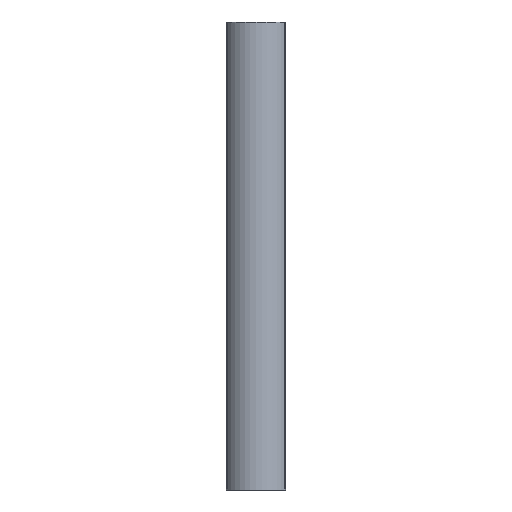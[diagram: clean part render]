
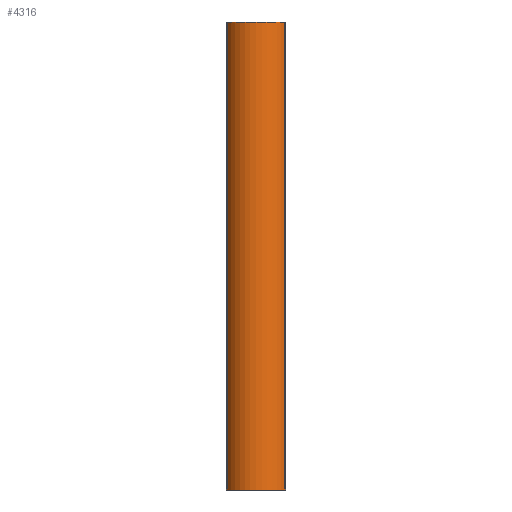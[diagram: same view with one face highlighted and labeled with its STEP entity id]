
A CAD part, front view. The second image highlights one B-rep face of the part: STEP entity #4316.
In plain terms, the highlighted cylindrical face has radius 36.75 mm (diameter 73.5 mm), a partial arc.
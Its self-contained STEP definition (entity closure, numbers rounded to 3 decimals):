
#53 = EDGE_CURVE ( 'NONE', #3795, #3771, #3293, .T. ) ;
#268 = CIRCLE ( 'NONE', #274, 36.75 ) ;
#271 = VECTOR ( 'NONE', #810, 1000. ) ;
#274 = AXIS2_PLACEMENT_3D ( 'NONE', #792, #768, #767 ) ;
#278 = CIRCLE ( 'NONE', #283, 36.75 ) ;
#283 = AXIS2_PLACEMENT_3D ( 'NONE', #1406, #1405, #1404 ) ;
#583 = VECTOR ( 'NONE', #3288, 1000. ) ;
#767 = DIRECTION ( 'NONE',  ( 1., 0., 0. ) ) ;
#768 = DIRECTION ( 'NONE',  ( 0., 0., 1. ) ) ;
#792 = CARTESIAN_POINT ( 'NONE',  ( 0., 2.771, -500. ) ) ;
#810 = DIRECTION ( 'NONE',  ( 0., 0., 1. ) ) ;
#812 = CARTESIAN_POINT ( 'NONE',  ( -30.511, -17.714, -500. ) ) ;
#820 = LINE ( 'NONE', #812, #271 ) ;
#1404 = DIRECTION ( 'NONE',  ( 1., 0., 0. ) ) ;
#1405 = DIRECTION ( 'NONE',  ( 0., 0., -1. ) ) ;
#1406 = CARTESIAN_POINT ( 'NONE',  ( 0., 2.771, -0.5 ) ) ;
#1438 = EDGE_CURVE ( 'NONE', #3690, #3687, #820, .T. ) ;
#1439 = EDGE_CURVE ( 'NONE', #3690, #3795, #268, .T. ) ;
#1443 = EDGE_CURVE ( 'NONE', #3771, #3687, #278, .T. ) ;
#1602 = AXIS2_PLACEMENT_3D ( 'NONE', #2294, #2302, #2291 ) ;
#2291 = DIRECTION ( 'NONE',  ( 1., 0., 0. ) ) ;
#2292 = CYLINDRICAL_SURFACE ( 'NONE', #1602, 36.75 ) ;
#2294 = CARTESIAN_POINT ( 'NONE',  ( 0., 2.771, -500. ) ) ;
#2295 = FACE_OUTER_BOUND ( 'NONE', #3476, .T. ) ;
#2302 = DIRECTION ( 'NONE',  ( 0., 0., 1. ) ) ;
#2888 = CARTESIAN_POINT ( 'NONE',  ( 30.511, -17.714, -500. ) ) ;
#2912 = CARTESIAN_POINT ( 'NONE',  ( 30.511, -17.714, -0.5 ) ) ;
#2993 = CARTESIAN_POINT ( 'NONE',  ( -30.511, -17.714, -500. ) ) ;
#2996 = CARTESIAN_POINT ( 'NONE',  ( -30.511, -17.714, -0.5 ) ) ;
#3288 = DIRECTION ( 'NONE',  ( 0., 0., 1. ) ) ;
#3293 = LINE ( 'NONE', #3306, #583 ) ;
#3306 = CARTESIAN_POINT ( 'NONE',  ( 30.511, -17.714, -500. ) ) ;
#3476 = EDGE_LOOP ( 'NONE', ( #3992, #3993, #3994, #3995 ) ) ;
#3687 = VERTEX_POINT ( 'NONE', #2996 ) ;
#3690 = VERTEX_POINT ( 'NONE', #2993 ) ;
#3771 = VERTEX_POINT ( 'NONE', #2912 ) ;
#3795 = VERTEX_POINT ( 'NONE', #2888 ) ;
#3992 = ORIENTED_EDGE ( 'NONE', *, *, #53, .T. ) ;
#3993 = ORIENTED_EDGE ( 'NONE', *, *, #1443, .T. ) ;
#3994 = ORIENTED_EDGE ( 'NONE', *, *, #1438, .F. ) ;
#3995 = ORIENTED_EDGE ( 'NONE', *, *, #1439, .T. ) ;
#4316 = ADVANCED_FACE ( 'NONE', ( #2295 ), #2292, .T. ) ;
